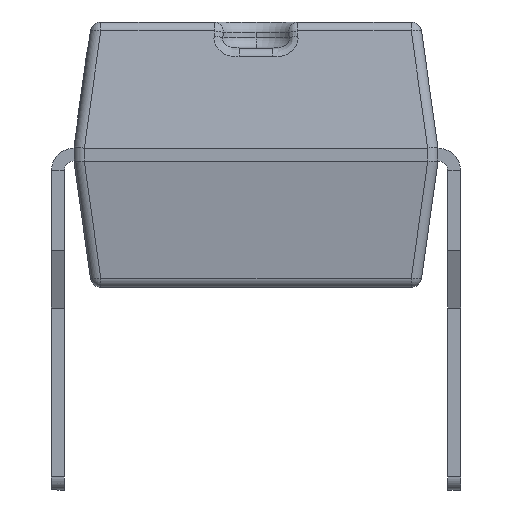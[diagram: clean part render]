
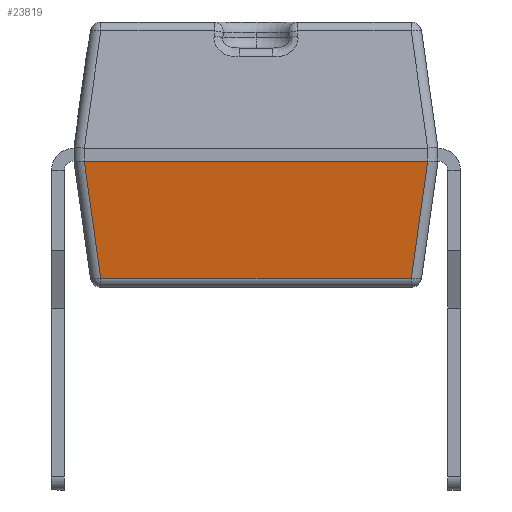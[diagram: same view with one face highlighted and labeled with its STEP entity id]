
A CAD part, left-side view. The second image highlights one B-rep face of the part: STEP entity #23819.
In plain terms, the highlighted planar face has unit normal (-0.99, 0, -0.139).
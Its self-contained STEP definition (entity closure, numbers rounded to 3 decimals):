
#179 = EDGE_CURVE ( 'NONE', #14358, #28037, #22585, .T. ) ;
#848 = CARTESIAN_POINT ( 'NONE',  ( -9.75, 3.3, 2.825 ) ) ;
#1713 = PLANE ( 'NONE',  #23805 ) ;
#1823 = VERTEX_POINT ( 'NONE', #848 ) ;
#1989 = CARTESIAN_POINT ( 'NONE',  ( -9.75, 3.301, 2.825 ) ) ;
#2366 = CARTESIAN_POINT ( 'NONE',  ( -9.433, -2.985, 0.572 ) ) ;
#2792 = EDGE_CURVE ( 'NONE', #15870, #14358, #3591, .T. ) ;
#3591 = LINE ( 'NONE', #17541, #4482 ) ;
#3816 = DIRECTION ( 'NONE',  ( 0., 1., 0. ) ) ;
#3859 =( BOUNDED_CURVE ( )  B_SPLINE_CURVE ( 3, ( #25533, #21647, #28505, #10122 ),
 .UNSPECIFIED., .F., .F. ) 
 B_SPLINE_CURVE_WITH_KNOTS ( ( 4, 4 ),
 ( 3.132, 3.142 ),
 .UNSPECIFIED. ) 
 CURVE ( )  GEOMETRIC_REPRESENTATION_ITEM ( )  RATIONAL_B_SPLINE_CURVE ( ( 1., 1., 1., 1. ) ) 
 REPRESENTATION_ITEM ( '' )  );
#4482 = VECTOR ( 'NONE', #17266, 1000. ) ;
#5795 = VECTOR ( 'NONE', #19382, 1000. ) ;
#5920 = DIRECTION ( 'NONE',  ( -0.99, 0., -0.139 ) ) ;
#7767 = CARTESIAN_POINT ( 'NONE',  ( -9.75, -3.3, 2.825 ) ) ;
#8742 = EDGE_CURVE ( 'NONE', #1823, #10963, #9108, .T. ) ;
#9088 = CARTESIAN_POINT ( 'NONE',  ( -9.754, -3.306, 2.852 ) ) ;
#9108 =( BOUNDED_CURVE ( )  B_SPLINE_CURVE ( 3, ( #20181, #1989, #18048, #16093 ),
 .UNSPECIFIED., .F., .F. ) 
 B_SPLINE_CURVE_WITH_KNOTS ( ( 4, 4 ),
 ( 3.142, 3.151 ),
 .UNSPECIFIED. ) 
 CURVE ( )  GEOMETRIC_REPRESENTATION_ITEM ( )  RATIONAL_B_SPLINE_CURVE ( ( 1., 1., 1., 1. ) ) 
 REPRESENTATION_ITEM ( '' )  );
#10122 = CARTESIAN_POINT ( 'NONE',  ( -9.75, -3.3, 2.825 ) ) ;
#10222 = VERTEX_POINT ( 'NONE', #7767 ) ;
#10410 = LINE ( 'NONE', #21653, #5795 ) ;
#10963 = VERTEX_POINT ( 'NONE', #20324 ) ;
#11254 = ORIENTED_EDGE ( 'NONE', *, *, #8742, .T. ) ;
#14358 = VERTEX_POINT ( 'NONE', #2366 ) ;
#14578 = LINE ( 'NONE', #18850, #17135 ) ;
#15356 = FACE_OUTER_BOUND ( 'NONE', #22834, .T. ) ;
#15870 = VERTEX_POINT ( 'NONE', #26993 ) ;
#16093 = CARTESIAN_POINT ( 'NONE',  ( -9.75, 3.302, 2.825 ) ) ;
#17099 = ORIENTED_EDGE ( 'NONE', *, *, #2792, .T. ) ;
#17135 = VECTOR ( 'NONE', #21272, 1000. ) ;
#17266 = DIRECTION ( 'NONE',  ( 0., -1., 0. ) ) ;
#17541 = CARTESIAN_POINT ( 'NONE',  ( -9.433, -3.5, 0.572 ) ) ;
#18048 = CARTESIAN_POINT ( 'NONE',  ( -9.75, 3.301, 2.825 ) ) ;
#18850 = CARTESIAN_POINT ( 'NONE',  ( -9.75, -3.5, 2.825 ) ) ;
#19382 = DIRECTION ( 'NONE',  ( 0.138, -0.138, -0.981 ) ) ;
#19910 = EDGE_CURVE ( 'NONE', #28037, #10222, #3859, .T. ) ;
#20166 = DIRECTION ( 'NONE',  ( -0.138, -0.138, 0.981 ) ) ;
#20181 = CARTESIAN_POINT ( 'NONE',  ( -9.75, 3.3, 2.825 ) ) ;
#20186 = VECTOR ( 'NONE', #20166, 1000. ) ;
#20324 = CARTESIAN_POINT ( 'NONE',  ( -9.75, 3.302, 2.825 ) ) ;
#21120 = EDGE_CURVE ( 'NONE', #10963, #15870, #10410, .T. ) ;
#21272 = DIRECTION ( 'NONE',  ( 0., -1., 0. ) ) ;
#21647 = CARTESIAN_POINT ( 'NONE',  ( -9.75, -3.301, 2.825 ) ) ;
#21653 = CARTESIAN_POINT ( 'NONE',  ( -9.621, 3.173, 1.905 ) ) ;
#22440 = CARTESIAN_POINT ( 'NONE',  ( -9.75, -3.302, 2.825 ) ) ;
#22585 = LINE ( 'NONE', #9088, #20186 ) ;
#22834 = EDGE_LOOP ( 'NONE', ( #25920, #27791, #28869, #11254, #23068, #17099 ) ) ;
#23068 = ORIENTED_EDGE ( 'NONE', *, *, #21120, .T. ) ;
#23805 = AXIS2_PLACEMENT_3D ( 'NONE', #26741, #5920, #3816 ) ;
#23819 = ADVANCED_FACE ( 'NONE', ( #15356 ), #1713, .T. ) ;
#25176 = EDGE_CURVE ( 'NONE', #1823, #10222, #14578, .T. ) ;
#25533 = CARTESIAN_POINT ( 'NONE',  ( -9.75, -3.302, 2.825 ) ) ;
#25920 = ORIENTED_EDGE ( 'NONE', *, *, #179, .T. ) ;
#26741 = CARTESIAN_POINT ( 'NONE',  ( -9.75, -3.5, 2.825 ) ) ;
#26993 = CARTESIAN_POINT ( 'NONE',  ( -9.433, 2.985, 0.572 ) ) ;
#27791 = ORIENTED_EDGE ( 'NONE', *, *, #19910, .T. ) ;
#28037 = VERTEX_POINT ( 'NONE', #22440 ) ;
#28505 = CARTESIAN_POINT ( 'NONE',  ( -9.75, -3.301, 2.825 ) ) ;
#28869 = ORIENTED_EDGE ( 'NONE', *, *, #25176, .F. ) ;
